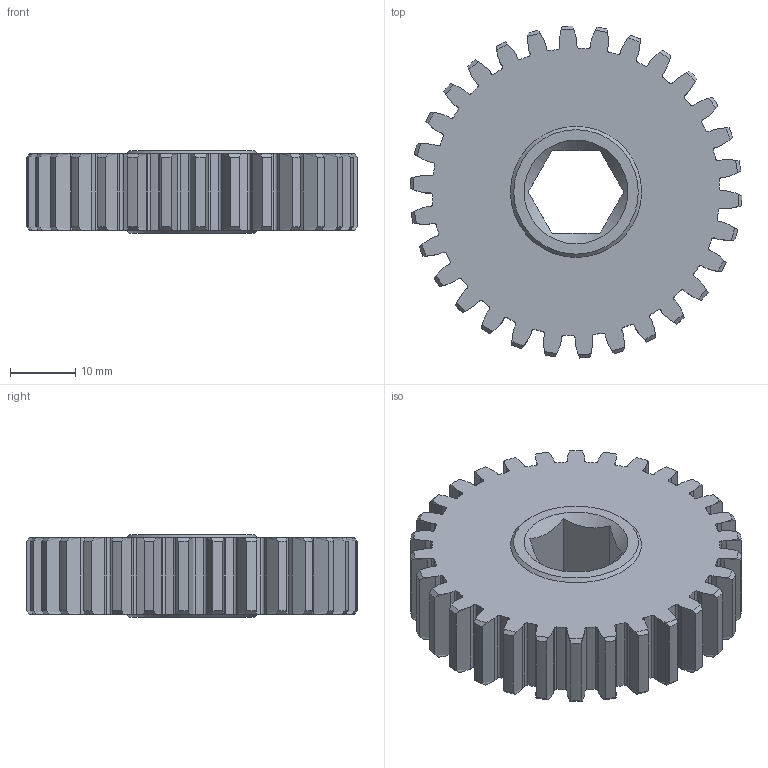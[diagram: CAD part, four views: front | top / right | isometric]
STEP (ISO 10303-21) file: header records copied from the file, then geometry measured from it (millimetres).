
FILE_DESCRIPTION (( 'STEP AP214' ), '1' );
FILE_NAME ('am-4254 30T 16DP 14.5PA 500Hex Bore Gear VER2.STEP', '2020-04-02T18:05:19', ( '' ), ( '' ), 'SwSTEP 2.0', 'SolidWorks 2019', '' );
FILE_SCHEMA (( 'AUTOMOTIVE_DESIGN' ));
Length unit declared in the file: inch
Products named in the file (1): am-4254 30T 16DP 14.5PA 500Hex Bore Gear VER2
Bounding box: 50.79 x 50.79 x 12.7 mm (x, y, z)
Volume: 19049.4 mm3; surface area: 7342.8 mm2
Topology: 1 solids, 1 shells, 314 faces, 929 edges, 619 vertices
Faces by surface type: cylinder 120, plane 70, cone 64, bspline 60
Entity records: 10942 total; most frequent: CARTESIAN_POINT 2897, ORIENTED_EDGE 1848, DIRECTION 1488, EDGE_CURVE 924, VERTEX_POINT 618, AXIS2_PLACEMENT_3D 561, VECTOR 366, LINE 366
